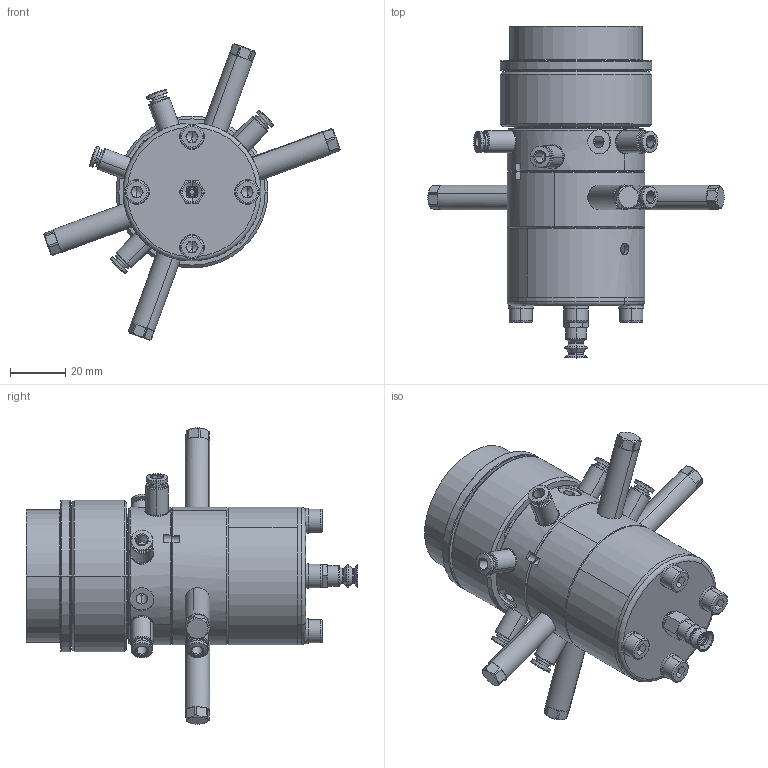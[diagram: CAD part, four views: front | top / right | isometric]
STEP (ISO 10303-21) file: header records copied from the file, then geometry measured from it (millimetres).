
FILE_DESCRIPTION (( 'STEP AP214' ), '1' );
FILE_NAME ('RadniAlat_RobotDR3iB.STEP', '2023-07-02T17:08:17', ( '' ), ( '' ), 'SwSTEP 2.0', 'SolidWorks 2020', '' );
FILE_SCHEMA (( 'AUTOMOTIVE_DESIGN' ));
Length unit declared in the file: millimetre
Products named in the file (15): DR3_Vacuum_Tool; socket head cap screw_din_DIN 912 M5 x 35 --- 22N; SCHUNK-0302316 SWK-011-000-000,000_000_000_000_000_0__0_0ohne; socket head cap screw_din_DIN 912 M6 x 16 --- 16N; DR3_Vacuum_Tool_Poklopac; SCHUNK-SWA-011, 0; plain washer small grade a_din_Washer DIN 433 - 5.3; SCHUNK-0302317 SWA-011-000-000,000_000_000_000_000_0__0_0ohne; SCHUNK-SWK-011, 0; Prihvatnica_RobotM3-IzmjenjivacAlata; RobotM3; RobotTool_PinHolder; RadniAlat_RobotDR3iB; Festo_PneumaticFitting; VacuumCup_Festo2
Assembly tree (31 placements, depth 3):
  RadniAlat_RobotDR3iB
    RobotM3
    SCHUNK-0302316 SWK-011-000-000,000_000_000_000_000_0__0_0ohne
      SCHUNK-SWK-011, 0
    SCHUNK-0302317 SWA-011-000-000,000_000_000_000_000_0__0_0ohne
      SCHUNK-SWA-011, 0
    Prihvatnica_RobotM3-IzmjenjivacAlata
    DR3_Vacuum_Tool
    DR3_Vacuum_Tool_Poklopac
    Festo_PneumaticFitting  x6
    RobotTool_PinHolder  x4
    VacuumCup_Festo2
    socket head cap screw_din_DIN 912 M6 x 16 --- 16N  x4
    plain washer small grade a_din_Washer DIN 433 - 5.3  x4
    socket head cap screw_din_DIN 912 M5 x 35 --- 22N  x4
Bounding box: 107.38 x 120.25 x 107.38 mm (x, y, z)
Volume: 167259.7 mm3; surface area: 80725.8 mm2
Topology: 29 solids, 36 shells, 1263 faces, 2915 edges, 1794 vertices
Faces by surface type: cylinder 468, plane 429, cone 240, torus 117, sphere 5, bspline 4
Entity records: 31172 total; most frequent: CARTESIAN_POINT 6206, DIRECTION 4272, ORIENTED_EDGE 3688, EDGE_CURVE 1844, AXIS2_PLACEMENT_3D 1777, VERTEX_POINT 1166, EDGE_LOOP 984, CIRCLE 942
